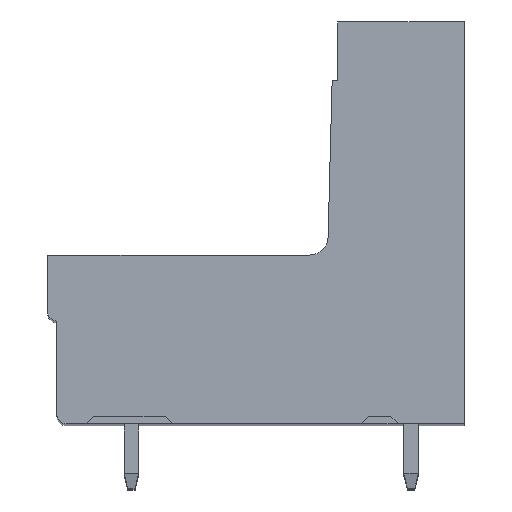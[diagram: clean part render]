
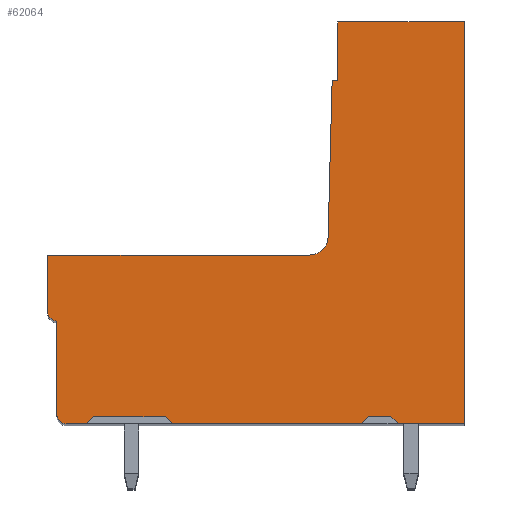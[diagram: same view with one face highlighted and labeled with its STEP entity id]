
A CAD part, top view. The second image highlights one B-rep face of the part: STEP entity #62064.
In plain terms, the highlighted planar face has unit normal (0, 0, 1).
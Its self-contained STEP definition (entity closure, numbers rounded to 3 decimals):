
#2597=DIRECTION('',(0.,-1.,0.));
#2598=VECTOR('',#2597,5.1);
#2599=CARTESIAN_POINT('',(-22.194,5.6,-66.483));
#2600=LINE('',#2599,#2598);
#8985=DIRECTION('',(-1.,0.,0.));
#8986=VECTOR('',#8985,0.3);
#8987=CARTESIAN_POINT('',(-6.894,18.7,-66.483));
#8988=LINE('',#8987,#8986);
#8993=DIRECTION('',(0.,-1.,0.));
#8994=VECTOR('',#8993,3.2);
#8995=CARTESIAN_POINT('',(-6.894,21.9,-66.483));
#8996=LINE('',#8995,#8994);
#15703=DIRECTION('',(0.,1.,0.));
#15704=VECTOR('',#15703,21.9);
#15705=CARTESIAN_POINT('',(0.006,0.,
-66.483));
#15706=LINE('',#15705,#15704);
#22108=DIRECTION('',(-1.,0.,0.));
#22109=VECTOR('',#22108,10.3);
#22110=CARTESIAN_POINT('',(-5.594,0.,
-66.483));
#22111=LINE('',#22110,#22109);
#22112=DIRECTION('',(-0.707,0.707,0.));
#22113=VECTOR('',#22112,0.566);
#22114=CARTESIAN_POINT('',(-15.894,0.,
-66.483));
#22115=LINE('',#22114,#22113);
#22116=DIRECTION('',(-1.,0.,0.));
#22117=VECTOR('',#22116,3.9);
#22118=CARTESIAN_POINT('',(-16.294,0.4,
-66.483));
#22119=LINE('',#22118,#22117);
#22120=DIRECTION('',(-1.,0.,0.));
#22121=VECTOR('',#22120,1.1);
#22122=CARTESIAN_POINT('',(-20.594,0.,
-66.483));
#22123=LINE('',#22122,#22121);
#22124=CARTESIAN_POINT('',(-21.694,0.5,-66.483));
#22125=DIRECTION('',(0.,0.,-1.));
#22126=DIRECTION('',(0.,-1.,0.));
#22127=AXIS2_PLACEMENT_3D('',#22124,#22125,#22126);
#22129=CARTESIAN_POINT('',(-22.194,6.1,-66.483));
#22130=DIRECTION('',(0.,0.,-1.));
#22131=DIRECTION('',(0.,-1.,0.));
#22132=AXIS2_PLACEMENT_3D('',#22129,#22130,#22131);
#22134=DIRECTION('',(0.,1.,0.));
#22135=VECTOR('',#22134,3.1);
#22136=CARTESIAN_POINT('',(-22.694,6.1,
-66.483));
#22137=LINE('',#22136,#22135);
#22138=DIRECTION('',(1.,0.,0.));
#22139=VECTOR('',#22138,14.277);
#22140=CARTESIAN_POINT('',(-22.694,9.2,-66.483));
#22141=LINE('',#22140,#22139);
#22142=CARTESIAN_POINT('',(-8.417,10.2,-66.483));
#22143=DIRECTION('',(0.,0.,1.));
#22144=DIRECTION('',(0.,-1.,0.));
#22145=AXIS2_PLACEMENT_3D('',#22142,#22143,#22144);
#22147=DIRECTION('',(0.026,1.,0.));
#22148=VECTOR('',#22147,8.529);
#22149=CARTESIAN_POINT('',(-7.417,10.174,
-66.483));
#22150=LINE('',#22149,#22148);
#22151=DIRECTION('',(1.,0.,0.));
#22152=VECTOR('',#22151,6.9);
#22153=CARTESIAN_POINT('',(-6.894,21.9,-66.483));
#22154=LINE('',#22153,#22152);
#22155=DIRECTION('',(-1.,0.,0.));
#22156=VECTOR('',#22155,3.6);
#22157=CARTESIAN_POINT('',(0.006,0.,
-66.483));
#22158=LINE('',#22157,#22156);
#22159=DIRECTION('',(-0.707,0.707,0.));
#22160=VECTOR('',#22159,0.566);
#22161=CARTESIAN_POINT('',(-3.594,0.,
-66.483));
#22162=LINE('',#22161,#22160);
#22163=DIRECTION('',(-0.707,-0.707,0.));
#22164=VECTOR('',#22163,0.566);
#22165=CARTESIAN_POINT('',(-5.194,0.4,
-66.483));
#22166=LINE('',#22165,#22164);
#22183=DIRECTION('',(-0.707,-0.707,0.));
#22184=VECTOR('',#22183,0.566);
#22185=CARTESIAN_POINT('',(-20.194,0.4,
-66.483));
#22186=LINE('',#22185,#22184);
#22219=DIRECTION('',(1.,0.,0.));
#22220=VECTOR('',#22219,1.2);
#22221=CARTESIAN_POINT('',(-5.194,0.4,
-66.483));
#22222=LINE('',#22221,#22220);
#22898=CARTESIAN_POINT('',(-5.594,0.,
-66.483));
#22900=VERTEX_POINT('',#22898);
#22904=CARTESIAN_POINT('',(-3.594,0.,
-66.483));
#22905=VERTEX_POINT('',#22904);
#23021=CARTESIAN_POINT('',(-16.294,0.4,
-66.483));
#23022=VERTEX_POINT('',#23021);
#23023=CARTESIAN_POINT('',(-7.417,10.174,
-66.483));
#23024=CARTESIAN_POINT('',(-7.194,18.7,-66.483));
#23025=VERTEX_POINT('',#23023);
#23026=VERTEX_POINT('',#23024);
#23027=CARTESIAN_POINT('',(-6.894,18.7,-66.483));
#23028=VERTEX_POINT('',#23027);
#23029=CARTESIAN_POINT('',(-6.894,21.9,-66.483));
#23030=VERTEX_POINT('',#23029);
#23031=CARTESIAN_POINT('',(-3.994,0.4,
-66.483));
#23032=VERTEX_POINT('',#23031);
#23033=CARTESIAN_POINT('',(-5.194,0.4,
-66.483));
#23034=VERTEX_POINT('',#23033);
#23039=CARTESIAN_POINT('',(-21.694,0.,-66.483));
#23040=CARTESIAN_POINT('',(-22.194,0.5,
-66.483));
#23041=VERTEX_POINT('',#23039);
#23042=VERTEX_POINT('',#23040);
#23043=CARTESIAN_POINT('',(-22.194,5.6,-66.483));
#23044=VERTEX_POINT('',#23043);
#23045=CARTESIAN_POINT('',(-22.694,6.1,
-66.483));
#23046=VERTEX_POINT('',#23045);
#23047=CARTESIAN_POINT('',(-22.694,9.2,-66.483));
#23048=VERTEX_POINT('',#23047);
#23297=CARTESIAN_POINT('',(0.006,0.,
-66.483));
#23298=CARTESIAN_POINT('',(0.006,21.9,-66.483));
#23299=VERTEX_POINT('',#23297);
#23300=VERTEX_POINT('',#23298);
#23301=CARTESIAN_POINT('',(-20.194,0.4,
-66.483));
#23302=CARTESIAN_POINT('',(-20.594,0.,
-66.483));
#23303=VERTEX_POINT('',#23301);
#23304=VERTEX_POINT('',#23302);
#23305=CARTESIAN_POINT('',(-15.894,0.,
-66.483));
#23306=VERTEX_POINT('',#23305);
#23307=CARTESIAN_POINT('',(-8.417,9.2,-66.483));
#23308=VERTEX_POINT('',#23307);
#62031=CARTESIAN_POINT('',(-21.694,0.5,
-66.483));
#62032=DIRECTION('',(0.,0.,-1.));
#62033=DIRECTION('',(-1.,0.,0.));
#62034=AXIS2_PLACEMENT_3D('',#62031,#62032,#62033);
#62035=PLANE('',#62034);
#62036=ORIENTED_EDGE('',*,*,#29324,.T.);
#62038=ORIENTED_EDGE('',*,*,#62037,.T.);
#62040=ORIENTED_EDGE('',*,*,#62039,.T.);
#62042=ORIENTED_EDGE('',*,*,#62041,.T.);
#62043=ORIENTED_EDGE('',*,*,#29316,.T.);
#62044=ORIENTED_EDGE('',*,*,#33550,.T.);
#62045=ORIENTED_EDGE('',*,*,#33565,.F.);
#62046=ORIENTED_EDGE('',*,*,#33580,.T.);
#62047=ORIENTED_EDGE('',*,*,#33595,.T.);
#62048=ORIENTED_EDGE('',*,*,#33610,.T.);
#62049=ORIENTED_EDGE('',*,*,#43321,.T.);
#62050=ORIENTED_EDGE('',*,*,#43336,.T.);
#62051=ORIENTED_EDGE('',*,*,#43351,.F.);
#62052=ORIENTED_EDGE('',*,*,#43366,.F.);
#62053=ORIENTED_EDGE('',*,*,#43381,.T.);
#62054=ORIENTED_EDGE('',*,*,#52733,.F.);
#62055=ORIENTED_EDGE('',*,*,#29332,.T.);
#62057=ORIENTED_EDGE('',*,*,#62056,.T.);
#62059=ORIENTED_EDGE('',*,*,#62058,.F.);
#62061=ORIENTED_EDGE('',*,*,#62060,.T.);
#62062=EDGE_LOOP('',(#62036,#62038,#62040,#62042,#62043,#62044,#62045,#62046,
#62047,#62048,#62049,#62050,#62051,#62052,#62053,#62054,#62055,#62057,#62059,
#62061));
#62063=FACE_OUTER_BOUND('',#62062,.F.);
#62064=ADVANCED_FACE('',(#62063),#62035,.F.);
#22128=CIRCLE('',#22127,0.5);
#22133=CIRCLE('',#22132,0.5);
#22146=CIRCLE('',#22145,1.);
#29316=EDGE_CURVE('',#23304,#23041,#22123,.T.);
#29324=EDGE_CURVE('',#22900,#23306,#22111,.T.);
#29332=EDGE_CURVE('',#23299,#22905,#22158,.T.);
#33550=EDGE_CURVE('',#23041,#23042,#22128,.T.);
#33565=EDGE_CURVE('',#23044,#23042,#2600,.T.);
#33580=EDGE_CURVE('',#23044,#23046,#22133,.T.);
#33595=EDGE_CURVE('',#23046,#23048,#22137,.T.);
#33610=EDGE_CURVE('',#23048,#23308,#22141,.T.);
#43321=EDGE_CURVE('',#23308,#23025,#22146,.T.);
#43336=EDGE_CURVE('',#23025,#23026,#22150,.T.);
#43351=EDGE_CURVE('',#23028,#23026,#8988,.T.);
#43366=EDGE_CURVE('',#23030,#23028,#8996,.T.);
#43381=EDGE_CURVE('',#23030,#23300,#22154,.T.);
#52733=EDGE_CURVE('',#23299,#23300,#15706,.T.);
#62037=EDGE_CURVE('',#23306,#23022,#22115,.T.);
#62039=EDGE_CURVE('',#23022,#23303,#22119,.T.);
#62041=EDGE_CURVE('',#23303,#23304,#22186,.T.);
#62056=EDGE_CURVE('',#22905,#23032,#22162,.T.);
#62058=EDGE_CURVE('',#23034,#23032,#22222,.T.);
#62060=EDGE_CURVE('',#23034,#22900,#22166,.T.);
